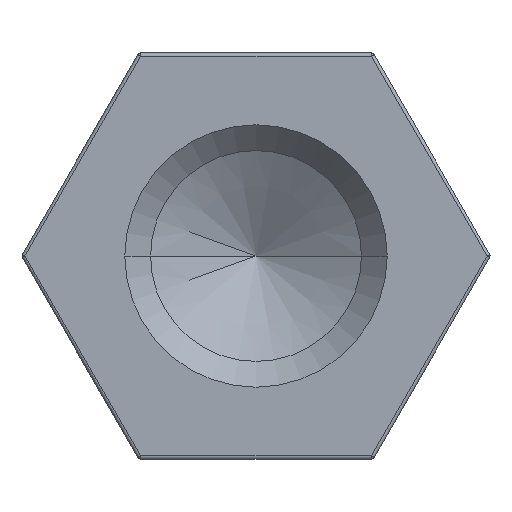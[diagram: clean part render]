
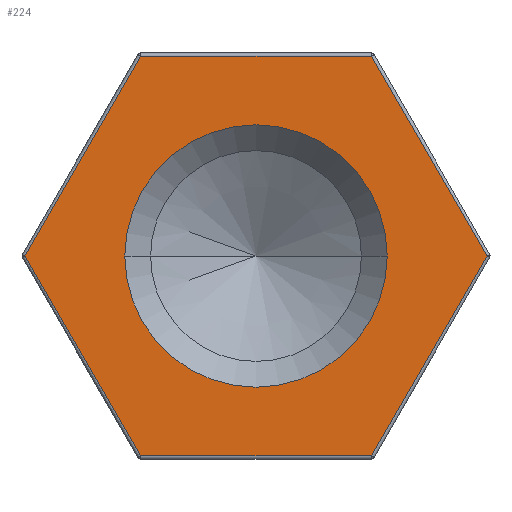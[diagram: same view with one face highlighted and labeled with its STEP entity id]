
A CAD part, left-side view. The second image highlights one B-rep face of the part: STEP entity #224.
In plain terms, the highlighted planar face has unit normal (-1, 0, 0).
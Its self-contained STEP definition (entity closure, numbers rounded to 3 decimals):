
#75 = DIRECTION ( 'NONE',  ( 1., 0., 0. ) ) ;
#77 = CARTESIAN_POINT ( 'NONE',  ( 0., 0., 0. ) ) ;
#85 = DIRECTION ( 'NONE',  ( 0., 1., 0. ) ) ;
#105 = AXIS2_PLACEMENT_3D ( 'NONE', #1066, #1064, #1063 ) ;
#107 = CARTESIAN_POINT ( 'NONE',  ( 0., 4.2, 0. ) ) ;
#110 = ORIENTED_EDGE ( 'NONE', *, *, #574, .T. ) ;
#123 = CARTESIAN_POINT ( 'NONE',  ( 0., -4.2, 0. ) ) ;
#128 = VERTEX_POINT ( 'NONE', #107 ) ;
#138 = VERTEX_POINT ( 'NONE', #1287 ) ;
#164 = VERTEX_POINT ( 'NONE', #1283 ) ;
#168 = EDGE_LOOP ( 'NONE', ( #889, #702, #428, #110, #744, #497 ) ) ;
#174 = ORIENTED_EDGE ( 'NONE', *, *, #471, .T. ) ;
#190 = AXIS2_PLACEMENT_3D ( 'NONE', #270, #1051, #482 ) ;
#191 = CARTESIAN_POINT ( 'NONE',  ( 0., -3.695, -6.4 ) ) ;
#212 = VECTOR ( 'NONE', #780, 1000. ) ;
#224 = ADVANCED_FACE ( 'NONE', ( #1310, #1435 ), #291, .F. ) ;
#250 = VERTEX_POINT ( 'NONE', #344 ) ;
#270 = CARTESIAN_POINT ( 'NONE',  ( 0., 0., 0. ) ) ;
#275 = LINE ( 'NONE', #822, #1085 ) ;
#291 = PLANE ( 'NONE',  #190 ) ;
#333 = ORIENTED_EDGE ( 'NONE', *, *, #968, .T. ) ;
#344 = CARTESIAN_POINT ( 'NONE',  ( 0., -3.695, 6.4 ) ) ;
#428 = ORIENTED_EDGE ( 'NONE', *, *, #584, .T. ) ;
#458 = VERTEX_POINT ( 'NONE', #1088 ) ;
#467 = EDGE_CURVE ( 'NONE', #138, #250, #1190, .T. ) ;
#471 = EDGE_CURVE ( 'NONE', #128, #857, #980, .T. ) ;
#475 = VECTOR ( 'NONE', #1074, 1000. ) ;
#482 = DIRECTION ( 'NONE',  ( 0., 1., 0. ) ) ;
#497 = ORIENTED_EDGE ( 'NONE', *, *, #549, .T. ) ;
#549 = EDGE_CURVE ( 'NONE', #795, #138, #1129, .T. ) ;
#567 = EDGE_CURVE ( 'NONE', #164, #795, #757, .T. ) ;
#574 = EDGE_CURVE ( 'NONE', #458, #164, #1379, .T. ) ;
#584 = EDGE_CURVE ( 'NONE', #708, #458, #275, .T. ) ;
#602 = EDGE_CURVE ( 'NONE', #250, #708, #1232, .T. ) ;
#605 = EDGE_LOOP ( 'NONE', ( #174, #333 ) ) ;
#702 = ORIENTED_EDGE ( 'NONE', *, *, #602, .T. ) ;
#708 = VERTEX_POINT ( 'NONE', #945 ) ;
#715 = DIRECTION ( 'NONE',  ( 0., 1., 0. ) ) ;
#740 = CARTESIAN_POINT ( 'NONE',  ( 0., 0., 6.4 ) ) ;
#744 = ORIENTED_EDGE ( 'NONE', *, *, #567, .T. ) ;
#757 = LINE ( 'NONE', #810, #212 ) ;
#773 = DIRECTION ( 'NONE',  ( 0., -0.5, -0.866 ) ) ;
#778 = DIRECTION ( 'NONE',  ( 0., 0.5, -0.866 ) ) ;
#780 = DIRECTION ( 'NONE',  ( 0., -1., 0. ) ) ;
#795 = VERTEX_POINT ( 'NONE', #191 ) ;
#808 = CARTESIAN_POINT ( 'NONE',  ( 0., 5.543, -3.2 ) ) ;
#810 = CARTESIAN_POINT ( 'NONE',  ( 0., 0., -6.4 ) ) ;
#822 = CARTESIAN_POINT ( 'NONE',  ( 0., 5.543, 3.2 ) ) ;
#857 = VERTEX_POINT ( 'NONE', #123 ) ;
#858 = DIRECTION ( 'NONE',  ( 0., -0.5, 0.866 ) ) ;
#862 = CARTESIAN_POINT ( 'NONE',  ( 0., -5.543, -3.2 ) ) ;
#889 = ORIENTED_EDGE ( 'NONE', *, *, #467, .T. ) ;
#945 = CARTESIAN_POINT ( 'NONE',  ( 0., 3.695, 6.4 ) ) ;
#968 = EDGE_CURVE ( 'NONE', #857, #128, #1385, .T. ) ;
#980 = CIRCLE ( 'NONE', #105, 4.2 ) ;
#1051 = DIRECTION ( 'NONE',  ( 1., 0., 0. ) ) ;
#1058 = VECTOR ( 'NONE', #715, 1000. ) ;
#1063 = DIRECTION ( 'NONE',  ( 0., 1., 0. ) ) ;
#1064 = DIRECTION ( 'NONE',  ( 1., 0., 0. ) ) ;
#1066 = CARTESIAN_POINT ( 'NONE',  ( 0., 0., 0. ) ) ;
#1074 = DIRECTION ( 'NONE',  ( 0., 0.5, 0.866 ) ) ;
#1085 = VECTOR ( 'NONE', #778, 1000. ) ;
#1088 = CARTESIAN_POINT ( 'NONE',  ( 0., 7.39, 0. ) ) ;
#1089 = CARTESIAN_POINT ( 'NONE',  ( 0., -5.543, 3.2 ) ) ;
#1107 = VECTOR ( 'NONE', #773, 1000. ) ;
#1129 = LINE ( 'NONE', #862, #1260 ) ;
#1190 = LINE ( 'NONE', #1089, #475 ) ;
#1232 = LINE ( 'NONE', #740, #1058 ) ;
#1260 = VECTOR ( 'NONE', #858, 1000. ) ;
#1277 = AXIS2_PLACEMENT_3D ( 'NONE', #77, #75, #85 ) ;
#1283 = CARTESIAN_POINT ( 'NONE',  ( 0., 3.695, -6.4 ) ) ;
#1287 = CARTESIAN_POINT ( 'NONE',  ( 0., -7.39, 0. ) ) ;
#1310 = FACE_OUTER_BOUND ( 'NONE', #168, .T. ) ;
#1379 = LINE ( 'NONE', #808, #1107 ) ;
#1385 = CIRCLE ( 'NONE', #1277, 4.2 ) ;
#1435 = FACE_BOUND ( 'NONE', #605, .T. ) ;
